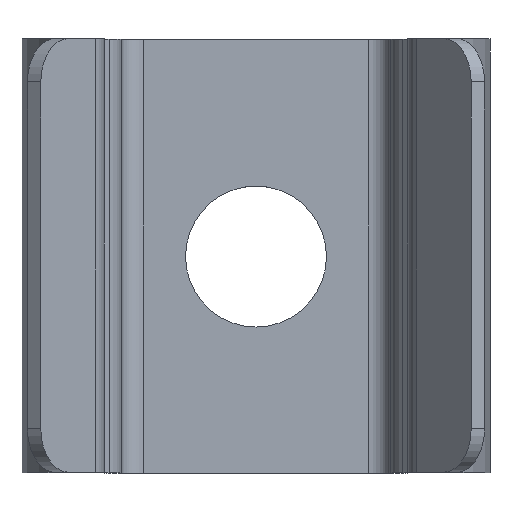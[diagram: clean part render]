
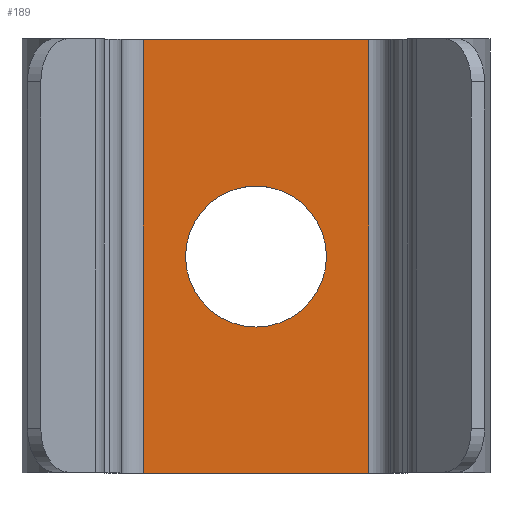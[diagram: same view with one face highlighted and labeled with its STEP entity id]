
A CAD part, top view. The second image highlights one B-rep face of the part: STEP entity #189.
In plain terms, the highlighted planar face has unit normal (0, 0, 1).
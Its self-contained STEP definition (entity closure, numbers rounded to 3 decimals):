
#106=FACE_BOUND('',#271,.T.);
#107=FACE_BOUND('',#272,.T.);
#154=CIRCLE('',#804,3.25);
#189=ADVANCED_FACE('',(#106,#107),#215,.F.);
#215=PLANE('',#805);
#271=EDGE_LOOP('',(#361));
#272=EDGE_LOOP('',(#362,#363,#364,#365));
#361=ORIENTED_EDGE('',*,*,#608,.T.);
#362=ORIENTED_EDGE('',*,*,#609,.T.);
#363=ORIENTED_EDGE('',*,*,#610,.F.);
#364=ORIENTED_EDGE('',*,*,#611,.F.);
#365=ORIENTED_EDGE('',*,*,#606,.T.);
#525=VERTEX_POINT('',#1159);
#526=VERTEX_POINT('',#1161);
#527=VERTEX_POINT('',#1165);
#528=VERTEX_POINT('',#1167);
#529=VERTEX_POINT('',#1169);
#606=EDGE_CURVE('',#526,#525,#682,.T.);
#608=EDGE_CURVE('',#527,#527,#154,.T.);
#609=EDGE_CURVE('',#525,#528,#683,.T.);
#610=EDGE_CURVE('',#529,#528,#684,.T.);
#611=EDGE_CURVE('',#526,#529,#685,.T.);
#682=LINE('',#1160,#738);
#683=LINE('',#1166,#739);
#684=LINE('',#1168,#740);
#685=LINE('',#1170,#741);
#738=VECTOR('',#948,1.);
#739=VECTOR('',#955,1.);
#740=VECTOR('',#956,1.);
#741=VECTOR('',#957,1.);
#804=AXIS2_PLACEMENT_3D('',#1164,#953,#954);
#805=AXIS2_PLACEMENT_3D('',#1171,#958,#959);
#948=DIRECTION('',(0.,-1.,0.));
#953=DIRECTION('',(0.,0.,-1.));
#954=DIRECTION('',(1.,0.,0.));
#955=DIRECTION('',(1.,0.,0.));
#956=DIRECTION('',(0.,-1.,0.));
#957=DIRECTION('',(1.,0.,0.));
#958=DIRECTION('',(0.,0.,-1.));
#959=DIRECTION('',(-1.,0.,0.));
#1159=CARTESIAN_POINT('',(-5.2,0.,0.8));
#1160=CARTESIAN_POINT('',(-5.2,20.,0.8));
#1161=CARTESIAN_POINT('',(-5.2,20.,0.8));
#1164=CARTESIAN_POINT('',(0.,10.,0.8));
#1165=CARTESIAN_POINT('',(3.25,10.,0.8));
#1166=CARTESIAN_POINT('',(0.,0.,0.8));
#1167=CARTESIAN_POINT('',(5.2,0.,0.8));
#1168=CARTESIAN_POINT('',(5.2,20.,0.8));
#1169=CARTESIAN_POINT('',(5.2,20.,0.8));
#1170=CARTESIAN_POINT('',(-5.2,20.,0.8));
#1171=CARTESIAN_POINT('',(0.,20.,0.8));
